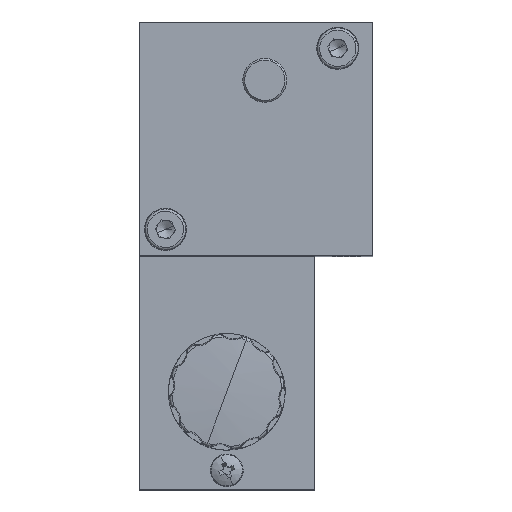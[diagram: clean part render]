
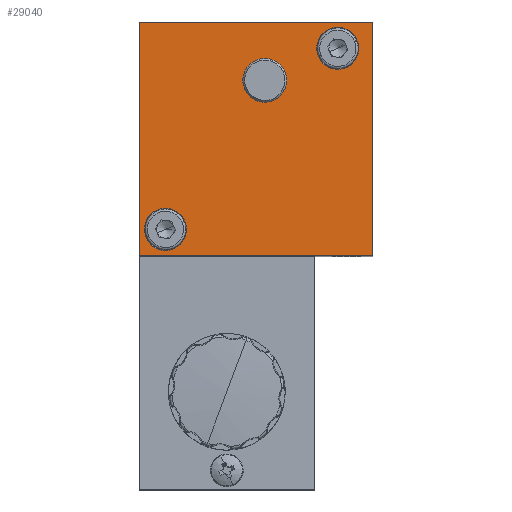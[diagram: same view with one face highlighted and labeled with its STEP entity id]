
A CAD part, top view. The second image highlights one B-rep face of the part: STEP entity #29040.
In plain terms, the highlighted planar face has unit normal (0, 0, 1).
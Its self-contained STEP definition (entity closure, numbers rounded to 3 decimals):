
#14 = CARTESIAN_POINT ( 'NONE',  ( 40., 0., 93. ) ) ;
#397 = LINE ( 'NONE', #43296, #29817 ) ;
#1728 = CARTESIAN_POINT ( 'NONE',  ( 40., 0., 93. ) ) ;
#2360 = LINE ( 'NONE', #1728, #43734 ) ;
#2574 = EDGE_CURVE ( 'NONE', #48146, #40806, #397, .T. ) ;
#4430 = ORIENTED_EDGE ( 'NONE', *, *, #23835, .T. ) ;
#5195 = EDGE_CURVE ( 'NONE', #39968, #16649, #11324, .T. ) ;
#5616 = EDGE_CURVE ( 'NONE', #33245, #35457, #26070, .T. ) ;
#5644 = AXIS2_PLACEMENT_3D ( 'NONE', #14, #36041, #12130 ) ;
#5955 = DIRECTION ( 'NONE',  ( 0., 0., 1. ) ) ;
#8182 = DIRECTION ( 'NONE',  ( 0., 0., 1. ) ) ;
#8914 = DIRECTION ( 'NONE',  ( 0., 0., 1. ) ) ;
#9611 = CARTESIAN_POINT ( 'NONE',  ( 0.9, 4.5, 93. ) ) ;
#10380 = CARTESIAN_POINT ( 'NONE',  ( 0., 0., 93. ) ) ;
#10441 = CIRCLE ( 'NONE', #40617, 3.6 ) ;
#10700 = CARTESIAN_POINT ( 'NONE',  ( 0., 40., 93. ) ) ;
#11324 = LINE ( 'NONE', #42037, #21983 ) ;
#12130 = DIRECTION ( 'NONE',  ( 1., 0., 0. ) ) ;
#14361 = VERTEX_POINT ( 'NONE', #36775 ) ;
#14795 = AXIS2_PLACEMENT_3D ( 'NONE', #29915, #5955, #33926 ) ;
#15309 = EDGE_CURVE ( 'NONE', #20122, #14361, #42381, .T. ) ;
#15839 = ORIENTED_EDGE ( 'NONE', *, *, #5195, .T. ) ;
#16649 = VERTEX_POINT ( 'NONE', #21842 ) ;
#17190 = ORIENTED_EDGE ( 'NONE', *, *, #42797, .F. ) ;
#19427 = FACE_BOUND ( 'NONE', #49026, .T. ) ;
#19940 = EDGE_LOOP ( 'NONE', ( #15839, #4430, #47789, #44430 ) ) ;
#20122 = VERTEX_POINT ( 'NONE', #35352 ) ;
#21842 = CARTESIAN_POINT ( 'NONE',  ( 40., 40., 93. ) ) ;
#21934 = FACE_BOUND ( 'NONE', #26677, .T. ) ;
#21983 = VECTOR ( 'NONE', #37972, 1000. ) ;
#23117 = CARTESIAN_POINT ( 'NONE',  ( 34., 35.5, 93. ) ) ;
#23167 = LINE ( 'NONE', #29224, #43230 ) ;
#23835 = EDGE_CURVE ( 'NONE', #16649, #48146, #23167, .T. ) ;
#24000 = PLANE ( 'NONE',  #5644 ) ;
#25700 = DIRECTION ( 'NONE',  ( 1., 0., 0. ) ) ;
#26070 = CIRCLE ( 'NONE', #34351, 3.6 ) ;
#26677 = EDGE_LOOP ( 'NONE', ( #30753, #28715 ) ) ;
#27128 = DIRECTION ( 'NONE',  ( -1., 0., 0. ) ) ;
#28715 = ORIENTED_EDGE ( 'NONE', *, *, #15309, .F. ) ;
#29040 = ADVANCED_FACE ( 'NONE', ( #21934, #19427, #40709 ), #24000, .F. ) ;
#29224 = CARTESIAN_POINT ( 'NONE',  ( 40., 40., 93. ) ) ;
#29817 = VECTOR ( 'NONE', #51320, 1000. ) ;
#29915 = CARTESIAN_POINT ( 'NONE',  ( 4.5, 4.5, 93. ) ) ;
#30157 = AXIS2_PLACEMENT_3D ( 'NONE', #32165, #8182, #36122 ) ;
#30753 = ORIENTED_EDGE ( 'NONE', *, *, #36628, .F. ) ;
#32165 = CARTESIAN_POINT ( 'NONE',  ( 34., 35.5, 93. ) ) ;
#32873 = CARTESIAN_POINT ( 'NONE',  ( 4.5, 4.5, 93. ) ) ;
#33245 = VERTEX_POINT ( 'NONE', #42440 ) ;
#33926 = DIRECTION ( 'NONE',  ( -1., 0., 0. ) ) ;
#34351 = AXIS2_PLACEMENT_3D ( 'NONE', #32873, #8914, #36864 ) ;
#35352 = CARTESIAN_POINT ( 'NONE',  ( 37.6, 35.5, 93. ) ) ;
#35457 = VERTEX_POINT ( 'NONE', #9611 ) ;
#36041 = DIRECTION ( 'NONE',  ( 0., 0., -1. ) ) ;
#36122 = DIRECTION ( 'NONE',  ( -1., 0., 0. ) ) ;
#36628 = EDGE_CURVE ( 'NONE', #14361, #20122, #10441, .T. ) ;
#36775 = CARTESIAN_POINT ( 'NONE',  ( 30.4, 35.5, 93. ) ) ;
#36864 = DIRECTION ( 'NONE',  ( -1., 0., 0. ) ) ;
#37277 = DIRECTION ( 'NONE',  ( -1., 0., 0. ) ) ;
#37972 = DIRECTION ( 'NONE',  ( 0., 1., 0. ) ) ;
#39179 = ORIENTED_EDGE ( 'NONE', *, *, #5616, .F. ) ;
#39968 = VERTEX_POINT ( 'NONE', #46208 ) ;
#40617 = AXIS2_PLACEMENT_3D ( 'NONE', #23117, #51090, #27128 ) ;
#40709 = FACE_OUTER_BOUND ( 'NONE', #19940, .T. ) ;
#40806 = VERTEX_POINT ( 'NONE', #10380 ) ;
#41273 = EDGE_CURVE ( 'NONE', #40806, #39968, #2360, .T. ) ;
#42037 = CARTESIAN_POINT ( 'NONE',  ( 40., 40., 93. ) ) ;
#42381 = CIRCLE ( 'NONE', #30157, 3.6 ) ;
#42440 = CARTESIAN_POINT ( 'NONE',  ( 8.1, 4.5, 93. ) ) ;
#42797 = EDGE_CURVE ( 'NONE', #35457, #33245, #47475, .T. ) ;
#43230 = VECTOR ( 'NONE', #37277, 1000. ) ;
#43296 = CARTESIAN_POINT ( 'NONE',  ( 0., 40., 93. ) ) ;
#43734 = VECTOR ( 'NONE', #25700, 1000. ) ;
#44430 = ORIENTED_EDGE ( 'NONE', *, *, #41273, .T. ) ;
#46208 = CARTESIAN_POINT ( 'NONE',  ( 40., 0., 93. ) ) ;
#47475 = CIRCLE ( 'NONE', #14795, 3.6 ) ;
#47789 = ORIENTED_EDGE ( 'NONE', *, *, #2574, .T. ) ;
#48146 = VERTEX_POINT ( 'NONE', #10700 ) ;
#49026 = EDGE_LOOP ( 'NONE', ( #17190, #39179 ) ) ;
#51090 = DIRECTION ( 'NONE',  ( 0., 0., 1. ) ) ;
#51320 = DIRECTION ( 'NONE',  ( 0., -1., 0. ) ) ;
